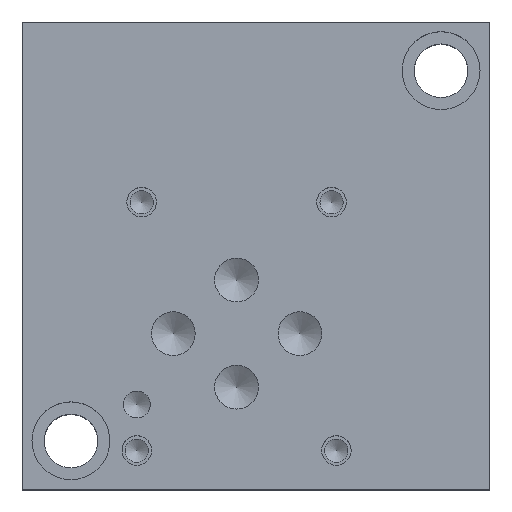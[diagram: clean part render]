
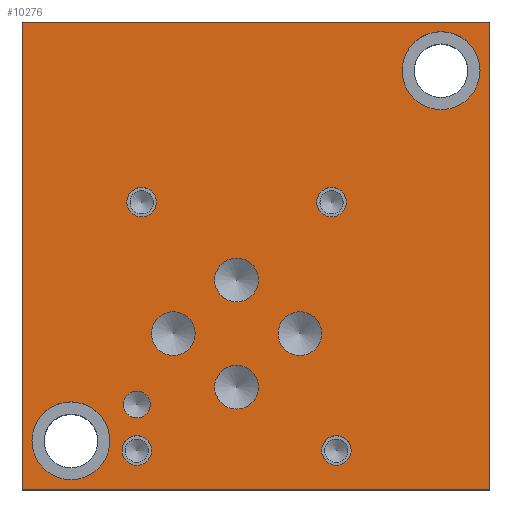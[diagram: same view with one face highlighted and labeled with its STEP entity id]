
A CAD part, top view. The second image highlights one B-rep face of the part: STEP entity #10276.
In plain terms, the highlighted planar face has unit normal (0, 0, 1).
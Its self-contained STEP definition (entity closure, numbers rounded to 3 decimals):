
#152=CIRCLE('',#10706,6.35);
#153=CIRCLE('',#10707,6.35);
#157=CIRCLE('',#10714,6.35);
#158=CIRCLE('',#10715,6.35);
#161=CIRCLE('',#10721,3.569);
#162=CIRCLE('',#10722,3.569);
#165=CIRCLE('',#10727,3.569);
#166=CIRCLE('',#10728,3.569);
#169=CIRCLE('',#10733,3.569);
#170=CIRCLE('',#10734,3.569);
#173=CIRCLE('',#10739,3.569);
#174=CIRCLE('',#10740,3.569);
#177=CIRCLE('',#10745,2.184);
#178=CIRCLE('',#10746,2.184);
#184=CIRCLE('',#10755,2.413);
#185=CIRCLE('',#10756,2.413);
#191=CIRCLE('',#10766,2.413);
#192=CIRCLE('',#10767,2.413);
#198=CIRCLE('',#10777,2.413);
#199=CIRCLE('',#10778,2.413);
#205=CIRCLE('',#10788,2.413);
#206=CIRCLE('',#10789,2.413);
#270=FACE_BOUND('',#1840,.T.);
#271=FACE_BOUND('',#1841,.T.);
#272=FACE_BOUND('',#1842,.T.);
#273=FACE_BOUND('',#1843,.T.);
#274=FACE_BOUND('',#1844,.T.);
#275=FACE_BOUND('',#1845,.T.);
#276=FACE_BOUND('',#1846,.T.);
#277=FACE_BOUND('',#1847,.T.);
#278=FACE_BOUND('',#1848,.T.);
#279=FACE_BOUND('',#1849,.T.);
#280=FACE_BOUND('',#1850,.T.);
#1254=FACE_OUTER_BOUND('',#1839,.T.);
#1839=EDGE_LOOP('',(#8981,#8982,#8983,#8984));
#1840=EDGE_LOOP('',(#8985,#8986));
#1841=EDGE_LOOP('',(#8987,#8988));
#1842=EDGE_LOOP('',(#8989,#8990));
#1843=EDGE_LOOP('',(#8991,#8992));
#1844=EDGE_LOOP('',(#8993,#8994));
#1845=EDGE_LOOP('',(#8995,#8996));
#1846=EDGE_LOOP('',(#8997,#8998));
#1847=EDGE_LOOP('',(#8999,#9000));
#1848=EDGE_LOOP('',(#9001,#9002));
#1849=EDGE_LOOP('',(#9003,#9004));
#1850=EDGE_LOOP('',(#9005,#9006));
#1946=LINE('',#13130,#2924);
#2334=LINE('',#16087,#3312);
#2828=LINE('',#17645,#3806);
#2829=LINE('',#17648,#3807);
#2924=VECTOR('',#10969,10.);
#3312=VECTOR('',#11567,10.);
#3806=VECTOR('',#12777,10.);
#3807=VECTOR('',#12782,10.);
#3888=VERTEX_POINT('',#13127);
#3889=VERTEX_POINT('',#13129);
#4320=VERTEX_POINT('',#16084);
#4321=VERTEX_POINT('',#16086);
#4708=VERTEX_POINT('',#17468);
#4709=VERTEX_POINT('',#17469);
#4713=VERTEX_POINT('',#17483);
#4714=VERTEX_POINT('',#17484);
#4718=VERTEX_POINT('',#17498);
#4719=VERTEX_POINT('',#17499);
#4723=VERTEX_POINT('',#17511);
#4724=VERTEX_POINT('',#17512);
#4728=VERTEX_POINT('',#17524);
#4729=VERTEX_POINT('',#17525);
#4733=VERTEX_POINT('',#17537);
#4734=VERTEX_POINT('',#17538);
#4738=VERTEX_POINT('',#17550);
#4739=VERTEX_POINT('',#17551);
#4746=VERTEX_POINT('',#17570);
#4747=VERTEX_POINT('',#17571);
#4754=VERTEX_POINT('',#17592);
#4755=VERTEX_POINT('',#17593);
#4762=VERTEX_POINT('',#17614);
#4763=VERTEX_POINT('',#17615);
#4770=VERTEX_POINT('',#17636);
#4771=VERTEX_POINT('',#17637);
#4888=EDGE_CURVE('',#3889,#3888,#1946,.T.);
#5534=EDGE_CURVE('',#4321,#4320,#2334,.T.);
#6103=EDGE_CURVE('',#4708,#4709,#152,.T.);
#6104=EDGE_CURVE('',#4709,#4708,#153,.T.);
#6110=EDGE_CURVE('',#4713,#4714,#157,.T.);
#6111=EDGE_CURVE('',#4714,#4713,#158,.T.);
#6117=EDGE_CURVE('',#4718,#4719,#161,.T.);
#6118=EDGE_CURVE('',#4719,#4718,#162,.T.);
#6123=EDGE_CURVE('',#4723,#4724,#165,.T.);
#6124=EDGE_CURVE('',#4724,#4723,#166,.T.);
#6129=EDGE_CURVE('',#4728,#4729,#169,.T.);
#6130=EDGE_CURVE('',#4729,#4728,#170,.T.);
#6135=EDGE_CURVE('',#4733,#4734,#173,.T.);
#6136=EDGE_CURVE('',#4734,#4733,#174,.T.);
#6141=EDGE_CURVE('',#4738,#4739,#177,.T.);
#6142=EDGE_CURVE('',#4739,#4738,#178,.T.);
#6150=EDGE_CURVE('',#4746,#4747,#184,.T.);
#6151=EDGE_CURVE('',#4747,#4746,#185,.T.);
#6160=EDGE_CURVE('',#4754,#4755,#191,.T.);
#6161=EDGE_CURVE('',#4755,#4754,#192,.T.);
#6170=EDGE_CURVE('',#4762,#4763,#198,.T.);
#6171=EDGE_CURVE('',#4763,#4762,#199,.T.);
#6180=EDGE_CURVE('',#4770,#4771,#205,.T.);
#6181=EDGE_CURVE('',#4771,#4770,#206,.T.);
#6184=EDGE_CURVE('',#3888,#4321,#2828,.T.);
#6185=EDGE_CURVE('',#4320,#3889,#2829,.T.);
#8981=ORIENTED_EDGE('',*,*,#6185,.T.);
#8982=ORIENTED_EDGE('',*,*,#4888,.T.);
#8983=ORIENTED_EDGE('',*,*,#6184,.T.);
#8984=ORIENTED_EDGE('',*,*,#5534,.T.);
#8985=ORIENTED_EDGE('',*,*,#6103,.T.);
#8986=ORIENTED_EDGE('',*,*,#6104,.T.);
#8987=ORIENTED_EDGE('',*,*,#6110,.T.);
#8988=ORIENTED_EDGE('',*,*,#6111,.T.);
#8989=ORIENTED_EDGE('',*,*,#6117,.T.);
#8990=ORIENTED_EDGE('',*,*,#6118,.T.);
#8991=ORIENTED_EDGE('',*,*,#6123,.T.);
#8992=ORIENTED_EDGE('',*,*,#6124,.T.);
#8993=ORIENTED_EDGE('',*,*,#6129,.T.);
#8994=ORIENTED_EDGE('',*,*,#6130,.T.);
#8995=ORIENTED_EDGE('',*,*,#6135,.T.);
#8996=ORIENTED_EDGE('',*,*,#6136,.T.);
#8997=ORIENTED_EDGE('',*,*,#6141,.T.);
#8998=ORIENTED_EDGE('',*,*,#6142,.T.);
#8999=ORIENTED_EDGE('',*,*,#6150,.T.);
#9000=ORIENTED_EDGE('',*,*,#6151,.T.);
#9001=ORIENTED_EDGE('',*,*,#6160,.T.);
#9002=ORIENTED_EDGE('',*,*,#6161,.T.);
#9003=ORIENTED_EDGE('',*,*,#6170,.T.);
#9004=ORIENTED_EDGE('',*,*,#6171,.T.);
#9005=ORIENTED_EDGE('',*,*,#6180,.T.);
#9006=ORIENTED_EDGE('',*,*,#6181,.T.);
#9324=PLANE('',#10795);
#10276=ADVANCED_FACE('',(#1254,#270,#271,#272,#273,#274,#275,#276,#277,
#278,#279,#280),#9324,.T.);
#10706=AXIS2_PLACEMENT_3D('',#17470,#12577,#12578);
#10707=AXIS2_PLACEMENT_3D('',#17471,#12579,#12580);
#10714=AXIS2_PLACEMENT_3D('',#17485,#12595,#12596);
#10715=AXIS2_PLACEMENT_3D('',#17486,#12597,#12598);
#10721=AXIS2_PLACEMENT_3D('',#17500,#12612,#12613);
#10722=AXIS2_PLACEMENT_3D('',#17501,#12614,#12615);
#10727=AXIS2_PLACEMENT_3D('',#17513,#12626,#12627);
#10728=AXIS2_PLACEMENT_3D('',#17514,#12628,#12629);
#10733=AXIS2_PLACEMENT_3D('',#17526,#12640,#12641);
#10734=AXIS2_PLACEMENT_3D('',#17527,#12642,#12643);
#10739=AXIS2_PLACEMENT_3D('',#17539,#12654,#12655);
#10740=AXIS2_PLACEMENT_3D('',#17540,#12656,#12657);
#10745=AXIS2_PLACEMENT_3D('',#17552,#12668,#12669);
#10746=AXIS2_PLACEMENT_3D('',#17553,#12670,#12671);
#10755=AXIS2_PLACEMENT_3D('',#17572,#12690,#12691);
#10756=AXIS2_PLACEMENT_3D('',#17573,#12692,#12693);
#10766=AXIS2_PLACEMENT_3D('',#17594,#12715,#12716);
#10767=AXIS2_PLACEMENT_3D('',#17595,#12717,#12718);
#10777=AXIS2_PLACEMENT_3D('',#17616,#12740,#12741);
#10778=AXIS2_PLACEMENT_3D('',#17617,#12742,#12743);
#10788=AXIS2_PLACEMENT_3D('',#17638,#12765,#12766);
#10789=AXIS2_PLACEMENT_3D('',#17639,#12767,#12768);
#10795=AXIS2_PLACEMENT_3D('',#17649,#12783,#12784);
#10969=DIRECTION('',(0.,1.,0.));
#11567=DIRECTION('',(0.,-1.,0.));
#12577=DIRECTION('center_axis',(0.,0.,-1.));
#12578=DIRECTION('ref_axis',(1.,0.,0.));
#12579=DIRECTION('center_axis',(0.,0.,-1.));
#12580=DIRECTION('ref_axis',(1.,0.,0.));
#12595=DIRECTION('center_axis',(0.,0.,-1.));
#12596=DIRECTION('ref_axis',(1.,0.,0.));
#12597=DIRECTION('center_axis',(0.,0.,-1.));
#12598=DIRECTION('ref_axis',(1.,0.,0.));
#12612=DIRECTION('center_axis',(0.,0.,-1.));
#12613=DIRECTION('ref_axis',(1.,0.,0.));
#12614=DIRECTION('center_axis',(0.,0.,-1.));
#12615=DIRECTION('ref_axis',(1.,0.,0.));
#12626=DIRECTION('center_axis',(0.,0.,-1.));
#12627=DIRECTION('ref_axis',(1.,0.,0.));
#12628=DIRECTION('center_axis',(0.,0.,-1.));
#12629=DIRECTION('ref_axis',(1.,0.,0.));
#12640=DIRECTION('center_axis',(0.,0.,-1.));
#12641=DIRECTION('ref_axis',(1.,0.,0.));
#12642=DIRECTION('center_axis',(0.,0.,-1.));
#12643=DIRECTION('ref_axis',(1.,0.,0.));
#12654=DIRECTION('center_axis',(0.,0.,-1.));
#12655=DIRECTION('ref_axis',(1.,0.,0.));
#12656=DIRECTION('center_axis',(0.,0.,-1.));
#12657=DIRECTION('ref_axis',(1.,0.,0.));
#12668=DIRECTION('center_axis',(0.,0.,-1.));
#12669=DIRECTION('ref_axis',(1.,0.,0.));
#12670=DIRECTION('center_axis',(0.,0.,-1.));
#12671=DIRECTION('ref_axis',(1.,0.,0.));
#12690=DIRECTION('center_axis',(0.,0.,-1.));
#12691=DIRECTION('ref_axis',(1.,0.,0.));
#12692=DIRECTION('center_axis',(0.,0.,-1.));
#12693=DIRECTION('ref_axis',(1.,0.,0.));
#12715=DIRECTION('center_axis',(0.,0.,-1.));
#12716=DIRECTION('ref_axis',(1.,0.,0.));
#12717=DIRECTION('center_axis',(0.,0.,-1.));
#12718=DIRECTION('ref_axis',(1.,0.,0.));
#12740=DIRECTION('center_axis',(0.,0.,-1.));
#12741=DIRECTION('ref_axis',(1.,0.,0.));
#12742=DIRECTION('center_axis',(0.,0.,-1.));
#12743=DIRECTION('ref_axis',(1.,0.,0.));
#12765=DIRECTION('center_axis',(0.,0.,-1.));
#12766=DIRECTION('ref_axis',(1.,0.,0.));
#12767=DIRECTION('center_axis',(0.,0.,-1.));
#12768=DIRECTION('ref_axis',(1.,0.,0.));
#12777=DIRECTION('',(-1.,0.,0.));
#12782=DIRECTION('',(1.,0.,0.));
#12783=DIRECTION('center_axis',(0.,0.,1.));
#12784=DIRECTION('ref_axis',(1.,0.,0.));
#13127=CARTESIAN_POINT('',(76.2,76.2,57.15));
#13129=CARTESIAN_POINT('',(76.2,0.,57.15));
#13130=CARTESIAN_POINT('',(76.2,0.,57.15));
#16084=CARTESIAN_POINT('',(0.,0.,57.15));
#16086=CARTESIAN_POINT('',(0.,76.2,57.15));
#16087=CARTESIAN_POINT('',(0.,76.2,57.15));
#17468=CARTESIAN_POINT('',(74.625,68.275,57.15));
#17469=CARTESIAN_POINT('',(61.925,68.275,57.15));
#17470=CARTESIAN_POINT('Origin',(68.275,68.275,57.15));
#17471=CARTESIAN_POINT('Origin',(68.275,68.275,57.15));
#17483=CARTESIAN_POINT('',(14.275,7.925,57.15));
#17484=CARTESIAN_POINT('',(1.575,7.925,57.15));
#17485=CARTESIAN_POINT('Origin',(7.925,7.925,57.15));
#17486=CARTESIAN_POINT('Origin',(7.925,7.925,57.15));
#17498=CARTESIAN_POINT('',(38.494,34.138,57.15));
#17499=CARTESIAN_POINT('',(31.356,34.138,57.15));
#17500=CARTESIAN_POINT('Origin',(34.925,34.138,57.15));
#17501=CARTESIAN_POINT('Origin',(34.925,34.138,57.15));
#17511=CARTESIAN_POINT('',(28.181,25.4,57.15));
#17512=CARTESIAN_POINT('',(21.044,25.4,57.15));
#17513=CARTESIAN_POINT('Origin',(24.613,25.4,57.15));
#17514=CARTESIAN_POINT('Origin',(24.613,25.4,57.15));
#17524=CARTESIAN_POINT('',(48.832,25.4,57.15));
#17525=CARTESIAN_POINT('',(41.694,25.4,57.15));
#17526=CARTESIAN_POINT('Origin',(45.263,25.4,57.15));
#17527=CARTESIAN_POINT('Origin',(45.263,25.4,57.15));
#17537=CARTESIAN_POINT('',(38.494,16.662,57.15));
#17538=CARTESIAN_POINT('',(31.356,16.662,57.15));
#17539=CARTESIAN_POINT('Origin',(34.925,16.662,57.15));
#17540=CARTESIAN_POINT('Origin',(34.925,16.662,57.15));
#17550=CARTESIAN_POINT('',(20.853,13.843,57.15));
#17551=CARTESIAN_POINT('',(16.485,13.843,57.15));
#17552=CARTESIAN_POINT('Origin',(18.669,13.843,57.15));
#17553=CARTESIAN_POINT('Origin',(18.669,13.843,57.15));
#17570=CARTESIAN_POINT('',(53.619,6.35,57.15));
#17571=CARTESIAN_POINT('',(48.793,6.35,57.15));
#17572=CARTESIAN_POINT('Origin',(51.206,6.35,57.15));
#17573=CARTESIAN_POINT('Origin',(51.206,6.35,57.15));
#17592=CARTESIAN_POINT('',(21.869,46.838,57.15));
#17593=CARTESIAN_POINT('',(17.043,46.838,57.15));
#17594=CARTESIAN_POINT('Origin',(19.456,46.838,57.15));
#17595=CARTESIAN_POINT('Origin',(19.456,46.838,57.15));
#17614=CARTESIAN_POINT('',(52.832,46.838,57.15));
#17615=CARTESIAN_POINT('',(48.006,46.838,57.15));
#17616=CARTESIAN_POINT('Origin',(50.419,46.838,57.15));
#17617=CARTESIAN_POINT('Origin',(50.419,46.838,57.15));
#17636=CARTESIAN_POINT('',(21.082,6.35,57.15));
#17637=CARTESIAN_POINT('',(16.256,6.35,57.15));
#17638=CARTESIAN_POINT('Origin',(18.669,6.35,57.15));
#17639=CARTESIAN_POINT('Origin',(18.669,6.35,57.15));
#17645=CARTESIAN_POINT('',(76.2,76.2,57.15));
#17648=CARTESIAN_POINT('',(0.,0.,57.15));
#17649=CARTESIAN_POINT('Origin',(38.1,38.1,57.15));
